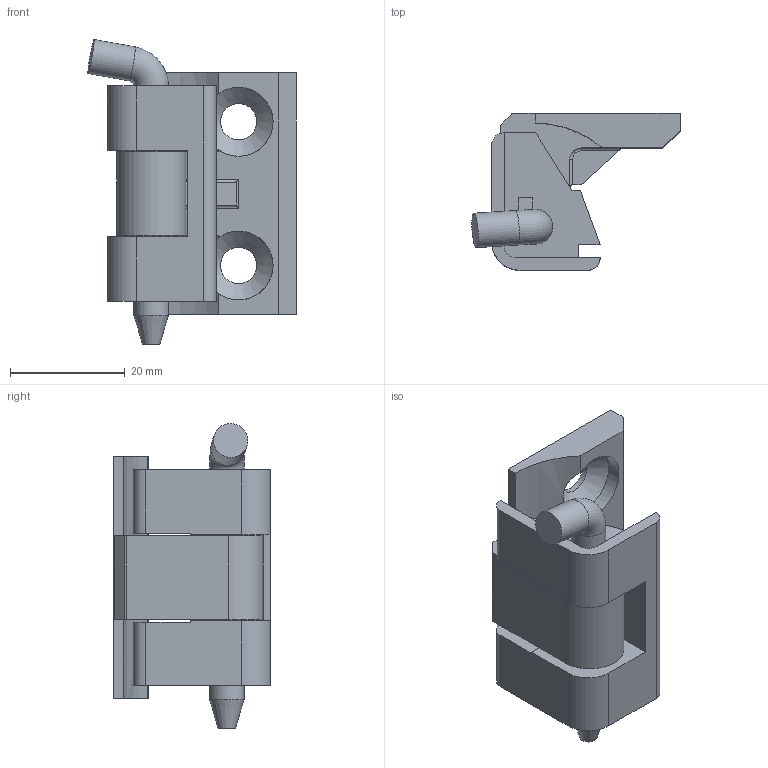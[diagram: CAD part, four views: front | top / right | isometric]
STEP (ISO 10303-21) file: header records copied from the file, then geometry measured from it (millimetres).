
FILE_DESCRIPTION( ( 'STEP AP203' ), '1' );
FILE_NAME( '098.M.F.2.step', '2006-12-22T14:43:59', ( ' ' ), ( ' ' ), 'XStep 1.0', ' ', ' ' );
FILE_SCHEMA( ( 'CONFIG_CONTROL_DESIGN' ) );
Length unit declared in the file: millimetre
Products named in the file (3): 1; 2; 3
Bounding box: 36.23 x 27.3 x 53 mm (x, y, z)
Volume: 14060.9 mm3; surface area: 9208.7 mm2
Topology: 3 solids, 3 shells, 90 faces, 244 edges, 158 vertices
Faces by surface type: plane 51, cylinder 33, torus 3, cone 3
Full cylindrical faces by diameter (mm): 6 x2, 6.1 x3, 6.3 x2, 12 x2
Entity records: 2919 total; most frequent: CARTESIAN_POINT 538, DIRECTION 473, ORIENTED_EDGE 452, EDGE_CURVE 226, AXIS2_PLACEMENT_3D 160, VERTEX_POINT 153, LINE 153, VECTOR 153
